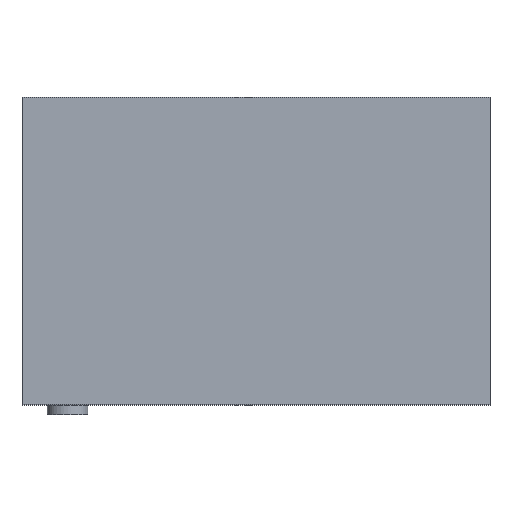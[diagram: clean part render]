
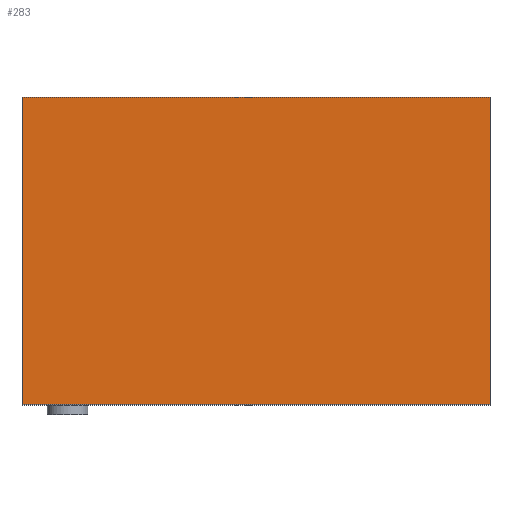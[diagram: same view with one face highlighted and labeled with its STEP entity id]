
A CAD part, top view. The second image highlights one B-rep face of the part: STEP entity #283.
In plain terms, the highlighted planar face has unit normal (0, 0, 1).
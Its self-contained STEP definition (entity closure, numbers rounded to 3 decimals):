
#65 = VERTEX_POINT('',#66);
#66 = CARTESIAN_POINT('',(20.,0.,10.2));
#72 = EDGE_CURVE('',#65,#73,#75,.T.);
#73 = VERTEX_POINT('',#74);
#74 = CARTESIAN_POINT('',(31.5,0.,10.2));
#75 = LINE('',#76,#77);
#76 = CARTESIAN_POINT('',(20.,0.,10.2));
#77 = VECTOR('',#78,1.);
#78 = DIRECTION('',(1.,0.,0.));
#242 = VERTEX_POINT('',#243);
#243 = CARTESIAN_POINT('',(31.5,7.55,10.2));
#249 = EDGE_CURVE('',#73,#242,#250,.T.);
#250 = LINE('',#251,#252);
#251 = CARTESIAN_POINT('',(31.5,0.,10.2));
#252 = VECTOR('',#253,1.);
#253 = DIRECTION('',(0.,1.,0.));
#266 = VERTEX_POINT('',#267);
#267 = CARTESIAN_POINT('',(20.,7.55,10.2));
#273 = EDGE_CURVE('',#65,#266,#274,.T.);
#274 = LINE('',#275,#276);
#275 = CARTESIAN_POINT('',(20.,0.,10.2));
#276 = VECTOR('',#277,1.);
#277 = DIRECTION('',(0.,1.,0.));
#283 = ADVANCED_FACE('',(#284),#295,.T.);
#284 = FACE_BOUND('',#285,.T.);
#285 = EDGE_LOOP('',(#286,#287,#288,#289));
#286 = ORIENTED_EDGE('',*,*,#273,.F.);
#287 = ORIENTED_EDGE('',*,*,#72,.T.);
#288 = ORIENTED_EDGE('',*,*,#249,.T.);
#289 = ORIENTED_EDGE('',*,*,#290,.F.);
#290 = EDGE_CURVE('',#266,#242,#291,.T.);
#291 = LINE('',#292,#293);
#292 = CARTESIAN_POINT('',(20.,7.55,10.2));
#293 = VECTOR('',#294,1.);
#294 = DIRECTION('',(1.,0.,0.));
#295 = PLANE('',#296);
#296 = AXIS2_PLACEMENT_3D('',#297,#298,#299);
#297 = CARTESIAN_POINT('',(20.,0.,10.2));
#298 = DIRECTION('',(0.,0.,1.));
#299 = DIRECTION('',(1.,0.,0.));
